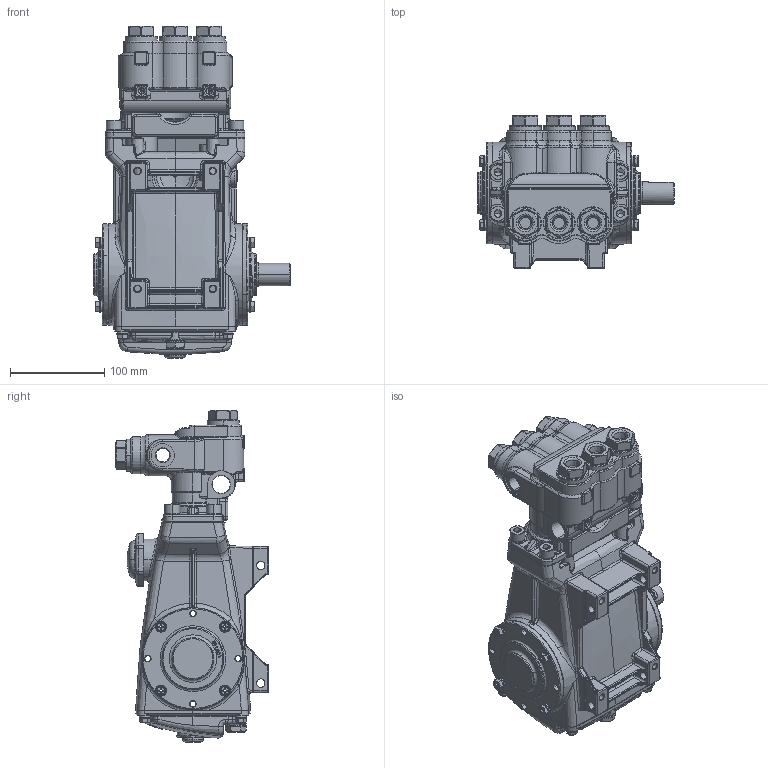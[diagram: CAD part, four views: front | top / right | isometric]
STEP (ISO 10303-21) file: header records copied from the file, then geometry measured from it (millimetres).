
FILE_DESCRIPTION (( 'STEP AP203' ), '1' );
FILE_NAME ('56.STEP', '2025-05-23T13:06:29', ( '' ), ( '' ), 'SwSTEP 2.0', 'SolidWorks 2025', '' );
FILE_SCHEMA (( 'CONFIG_CONTROL_DESIGN' ));
Length unit declared in the file: inch
Products named in the file (1): 56
Bounding box: 208.25 x 162 x 352.5 mm (x, y, z)
Surface area: 288670.9 mm2 (no closed solid volume)
Topology: 0 solids, 63 shells, 2586 faces, 7842 edges, 5128 vertices
Faces by surface type: plane 758, cylinder 672, bspline 627, torus 320, cone 168, sphere 41
Entity records: 116506 total; most frequent: CARTESIAN_POINT 53135, ORIENTED_EDGE 13364, DIRECTION 12058, EDGE_CURVE 7772, VERTEX_POINT 5124, AXIS2_PLACEMENT_3D 4771, EDGE_LOOP 2827, CIRCLE 2811
